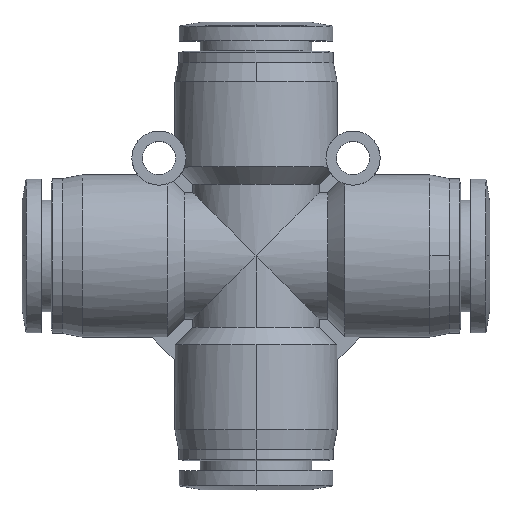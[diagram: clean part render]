
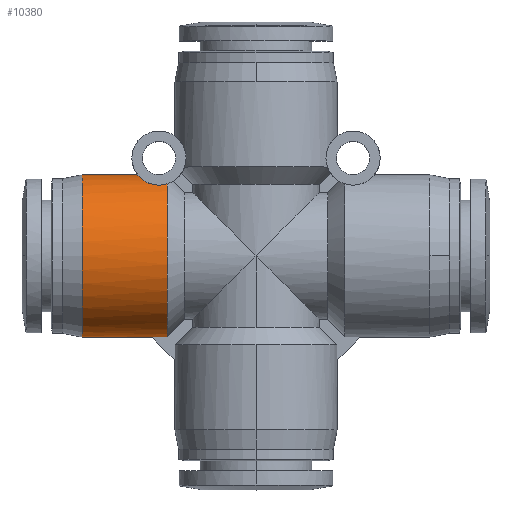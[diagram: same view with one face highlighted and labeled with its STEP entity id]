
A CAD part, top view. The second image highlights one B-rep face of the part: STEP entity #10380.
In plain terms, the highlighted cylindrical face has radius 10.5 mm (diameter 21 mm), a partial arc.
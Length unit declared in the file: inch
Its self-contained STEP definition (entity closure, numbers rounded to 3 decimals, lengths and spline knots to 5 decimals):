
#109 = DIRECTION ( 'NONE',  ( 1., 0., 0. ) ) ;
#120 = ORIENTED_EDGE ( 'NONE', *, *, #9365, .T. ) ;
#207 = AXIS2_PLACEMENT_3D ( 'NONE', #6656, #109, #5144 ) ;
#398 = CARTESIAN_POINT ( 'NONE',  ( -0.53212, -0.41276, 0.02629 ) ) ;
#434 = CARTESIAN_POINT ( 'NONE',  ( -0.48278, 0.36055, 0.20221 ) ) ;
#471 = CARTESIAN_POINT ( 'NONE',  ( -0.5563, 0.37507, 0.17381 ) ) ;
#511 = CARTESIAN_POINT ( 'NONE',  ( -0.57954, 0.38991, 0.13736 ) ) ;
#529 = VECTOR ( 'NONE', #2025, 39.37008 ) ;
#546 = CARTESIAN_POINT ( 'NONE',  ( -0.60087, 0.41091, 0.04565 ) ) ;
#636 = DIRECTION ( 'NONE',  ( -1., 0., 0. ) ) ;
#991 = ORIENTED_EDGE ( 'NONE', *, *, #3003, .F. ) ;
#1118 = CARTESIAN_POINT ( 'NONE',  ( -0.88583, 0., 0. ) ) ;
#1162 = AXIS2_PLACEMENT_3D ( 'NONE', #1118, #6905, #1986 ) ;
#1300 = CARTESIAN_POINT ( 'NONE',  ( -0.51435, 0.36118, 0.20118 ) ) ;
#1303 = FACE_OUTER_BOUND ( 'NONE', #9768, .T. ) ;
#1339 = CARTESIAN_POINT ( 'NONE',  ( -0.55744, 0.37565, 0.17256 ) ) ;
#1378 = CARTESIAN_POINT ( 'NONE',  ( -0.58437, 0.39389, 0.12558 ) ) ;
#1421 = CARTESIAN_POINT ( 'NONE',  ( -0.60283, 0.41339, 0.0135 ) ) ;
#1451 = ORIENTED_EDGE ( 'NONE', *, *, #2022, .T. ) ;
#1520 = LINE ( 'NONE', #9190, #5399 ) ;
#1666 = EDGE_CURVE ( 'NONE', #3649, #3627, #10517, .T. ) ;
#1986 = DIRECTION ( 'NONE',  ( 0., 1., 0. ) ) ;
#2022 = EDGE_CURVE ( 'NONE', #3627, #3407, #10278, .T. ) ;
#2025 = DIRECTION ( 'NONE',  ( 1., 0., 0. ) ) ;
#2154 = CARTESIAN_POINT ( 'NONE',  ( -0.52722, 0.36429, 0.1954 ) ) ;
#2180 = CARTESIAN_POINT ( 'NONE',  ( -0.88583, -0.41339, 0. ) ) ;
#2191 = CARTESIAN_POINT ( 'NONE',  ( -0.5621, 0.37814, 0.16706 ) ) ;
#2200 = DIRECTION ( 'NONE',  ( 1., 0., 0. ) ) ;
#2229 = CARTESIAN_POINT ( 'NONE',  ( -0.59171, 0.40064, 0.10258 ) ) ;
#2379 = EDGE_CURVE ( 'NONE', #5558, #3407, #4622, .T. ) ;
#2726 = CARTESIAN_POINT ( 'NONE',  ( -0.53338, -0.41151, 0.03937 ) ) ;
#2750 = AXIS2_PLACEMENT_3D ( 'NONE', #5630, #636, #6467 ) ;
#2771 = LINE ( 'NONE', #8555, #529 ) ;
#2831 = ORIENTED_EDGE ( 'NONE', *, *, #8617, .T. ) ;
#2947 = CARTESIAN_POINT ( 'NONE',  ( -0.46413, 0.36341, 0.19705 ) ) ;
#2982 = CARTESIAN_POINT ( 'NONE',  ( -0.52887, 0.3647, 0.19463 ) ) ;
#3003 = EDGE_CURVE ( 'NONE', #5206, #5558, #10272, .T. ) ;
#3014 = CARTESIAN_POINT ( 'NONE',  ( -0.56952, 0.38263, 0.15656 ) ) ;
#3051 = CARTESIAN_POINT ( 'NONE',  ( -0.59703, 0.40641, 0.07561 ) ) ;
#3407 = VERTEX_POINT ( 'NONE', #4192 ) ;
#3627 = VERTEX_POINT ( 'NONE', #4600 ) ;
#3649 = VERTEX_POINT ( 'NONE', #8897 ) ;
#3790 = CARTESIAN_POINT ( 'NONE',  ( -0.45829, 0.36484, 0.1944 ) ) ;
#3826 = CARTESIAN_POINT ( 'NONE',  ( -0.53566, 0.36661, 0.19103 ) ) ;
#3859 = CARTESIAN_POINT ( 'NONE',  ( -0.57559, 0.38691, 0.14556 ) ) ;
#3893 = CARTESIAN_POINT ( 'NONE',  ( -0.5972, 0.40661, 0.07456 ) ) ;
#4180 = VERTEX_POINT ( 'NONE', #2726 ) ;
#4192 = CARTESIAN_POINT ( 'NONE',  ( -0.60283, 0.41339, 0. ) ) ;
#4436 = CYLINDRICAL_SURFACE ( 'NONE', #207, 0.41339 ) ;
#4600 = CARTESIAN_POINT ( 'NONE',  ( -0.45276, 0.36658, 0.19106 ) ) ;
#4622 = LINE ( 'NONE', #7113, #6550 ) ;
#4660 = CARTESIAN_POINT ( 'NONE',  ( -0.54672, 0.37057, 0.18325 ) ) ;
#4698 = CARTESIAN_POINT ( 'NONE',  ( -0.57602, 0.38723, 0.14472 ) ) ;
#4731 = CARTESIAN_POINT ( 'NONE',  ( -0.59778, 0.40727, 0.07086 ) ) ;
#4842 = ORIENTED_EDGE ( 'NONE', *, *, #2379, .F. ) ;
#5144 = DIRECTION ( 'NONE',  ( 0., 1., 0. ) ) ;
#5206 = VERTEX_POINT ( 'NONE', #2180 ) ;
#5380 = ORIENTED_EDGE ( 'NONE', *, *, #9577, .T. ) ;
#5399 = VECTOR ( 'NONE', #10010, 39.37008 ) ;
#5435 = CARTESIAN_POINT ( 'NONE',  ( -0.47643, 0.36124, 0.201 ) ) ;
#5471 = CARTESIAN_POINT ( 'NONE',  ( -0.55612, 0.37498, 0.17401 ) ) ;
#5498 = CARTESIAN_POINT ( 'NONE',  ( -0.57751, 0.38835, 0.14169 ) ) ;
#5538 = CARTESIAN_POINT ( 'NONE',  ( -0.59995, 0.40979, 0.05501 ) ) ;
#5558 = VERTEX_POINT ( 'NONE', #10104 ) ;
#5630 = CARTESIAN_POINT ( 'NONE',  ( -0.45276, 0., 0. ) ) ;
#5827 = VERTEX_POINT ( 'NONE', #7966 ) ;
#6222 = CARTESIAN_POINT ( 'NONE',  ( -0.53338, -0.41151, 0.03937 ) ) ;
#6256 = CARTESIAN_POINT ( 'NONE',  ( -0.50194, 0.35985, 0.20346 ) ) ;
#6298 = CARTESIAN_POINT ( 'NONE',  ( -0.55676, 0.3753, 0.17331 ) ) ;
#6338 = CARTESIAN_POINT ( 'NONE',  ( -0.58119, 0.39124, 0.1335 ) ) ;
#6374 = CARTESIAN_POINT ( 'NONE',  ( -0.60234, 0.41272, 0.02662 ) ) ;
#6467 = DIRECTION ( 'NONE',  ( 0., 1., 0. ) ) ;
#6550 = VECTOR ( 'NONE', #2200, 39.37008 ) ;
#6656 = CARTESIAN_POINT ( 'NONE',  ( -0.66929, 0., 0. ) ) ;
#6785 = ORIENTED_EDGE ( 'NONE', *, *, #1666, .T. ) ;
#6905 = DIRECTION ( 'NONE',  ( -1., 0., 0. ) ) ;
#7071 = CARTESIAN_POINT ( 'NONE',  ( -0.52694, 0.36422, 0.19553 ) ) ;
#7103 = CARTESIAN_POINT ( 'NONE',  ( -0.55902, 0.37647, 0.17077 ) ) ;
#7113 = CARTESIAN_POINT ( 'NONE',  ( -0.66929, 0.41339, 0. ) ) ;
#7145 = CARTESIAN_POINT ( 'NONE',  ( -0.58633, 0.39562, 0.12004 ) ) ;
#7178 = CARTESIAN_POINT ( 'NONE',  ( -0.60283, 0.41339, 0. ) ) ;
#7920 = CARTESIAN_POINT ( 'NONE',  ( -0.52788, 0.36445, 0.19509 ) ) ;
#7953 = CARTESIAN_POINT ( 'NONE',  ( -0.56463, 0.37962, 0.16366 ) ) ;
#7966 = CARTESIAN_POINT ( 'NONE',  ( -0.53149, -0.41339, 0. ) ) ;
#7985 = CARTESIAN_POINT ( 'NONE',  ( -0.59466, 0.40375, 0.08986 ) ) ;
#8280 = B_SPLINE_CURVE_WITH_KNOTS ( 'NONE', 3,
 ( #10290, #9483, #398, #6222 ),
 .UNSPECIFIED., .F., .F.,
 ( 4, 4 ),
 ( 0.5, 1. ),
 .UNSPECIFIED. ) ;
#8555 = CARTESIAN_POINT ( 'NONE',  ( -0.66929, -0.41339, 0. ) ) ;
#8617 = EDGE_CURVE ( 'NONE', #4180, #3649, #1520, .T. ) ;
#8730 = CARTESIAN_POINT ( 'NONE',  ( -0.53115, 0.36531, 0.19349 ) ) ;
#8765 = CARTESIAN_POINT ( 'NONE',  ( -0.57257, 0.38469, 0.15144 ) ) ;
#8806 = CARTESIAN_POINT ( 'NONE',  ( -0.59708, 0.40647, 0.0753 ) ) ;
#8897 = CARTESIAN_POINT ( 'NONE',  ( -0.45276, -0.41151, 0.03937 ) ) ;
#9190 = CARTESIAN_POINT ( 'NONE',  ( -0.66929, -0.41151, 0.03937 ) ) ;
#9365 = EDGE_CURVE ( 'NONE', #5827, #4180, #8280, .T. ) ;
#9483 = CARTESIAN_POINT ( 'NONE',  ( -0.5315, -0.41339, 0.01314 ) ) ;
#9559 = CARTESIAN_POINT ( 'NONE',  ( -0.5394, 0.36787, 0.18858 ) ) ;
#9577 = EDGE_CURVE ( 'NONE', #5206, #5827, #2771, .T. ) ;
#9590 = CARTESIAN_POINT ( 'NONE',  ( -0.57572, 0.387, 0.14531 ) ) ;
#9633 = CARTESIAN_POINT ( 'NONE',  ( -0.59738, 0.40681, 0.07345 ) ) ;
#9768 = EDGE_LOOP ( 'NONE', ( #991, #5380, #120, #2831, #6785, #1451, #4842 ) ) ;
#10010 = DIRECTION ( 'NONE',  ( 1., 0., 0. ) ) ;
#10104 = CARTESIAN_POINT ( 'NONE',  ( -0.88583, 0.41339, 0. ) ) ;
#10272 = CIRCLE ( 'NONE', #1162, 0.41339 ) ;
#10278 = B_SPLINE_CURVE_WITH_KNOTS ( 'NONE', 3,
 ( #10317, #3790, #2947, #5435, #434, #6256, #1300, #7071, #2154, #7920, #2982, #8730, #3826, #9559, #4660, #10356, #5471, #471, #6298, #1339, #7103, #2191, #7953, #3014, #8765, #3859, #9590, #4698, #10393, #5498, #511, #6338, #1378, #7145, #2229, #7985, #3051, #8806, #3893, #9633, #4731, #10429, #5538, #546, #6374, #1421, #7178 ),
 .UNSPECIFIED., .F., .F.,
 ( 4, 2, 2, 2, 2, 1, 1, 1, 2, 2, 2, 1, 1, 1, 2, 2, 2, 1, 1, 1, 2, 2, 2, 2, 1, 1, 1, 1, 2, 4 ),
 ( 0., 0.03125, 0.0625, 0.125, 0.12695, 0.12891, 0.13281, 0.14062, 0.15625, 0.1875, 0.18945, 0.1914, 0.19531, 0.20312, 0.21875, 0.25, 0.25195, 0.2539, 0.25781, 0.26562, 0.28125, 0.3125, 0.375, 0.37695, 0.3789, 0.38281, 0.39062, 0.40625, 0.4375, 0.5 ),
 .UNSPECIFIED. ) ;
#10290 = CARTESIAN_POINT ( 'NONE',  ( -0.53149, -0.41339, 0. ) ) ;
#10317 = CARTESIAN_POINT ( 'NONE',  ( -0.45276, 0.36658, 0.19106 ) ) ;
#10356 = CARTESIAN_POINT ( 'NONE',  ( -0.55139, 0.37262, 0.17909 ) ) ;
#10380 = ADVANCED_FACE ( 'NONE', ( #1303 ), #4436, .T. ) ;
#10393 = CARTESIAN_POINT ( 'NONE',  ( -0.57647, 0.38756, 0.14382 ) ) ;
#10429 = CARTESIAN_POINT ( 'NONE',  ( -0.59856, 0.40816, 0.06562 ) ) ;
#10517 = CIRCLE ( 'NONE', #2750, 0.41339 ) ;
